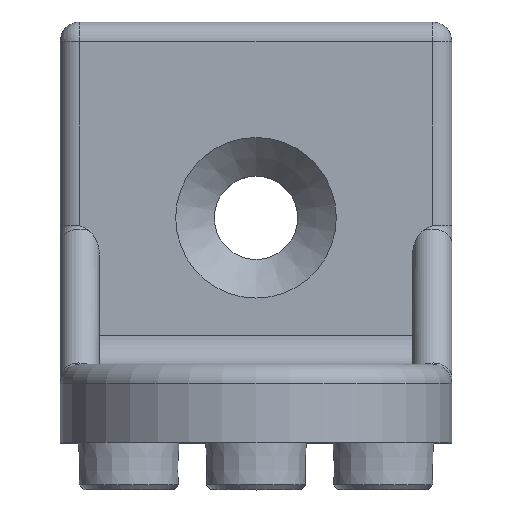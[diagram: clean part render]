
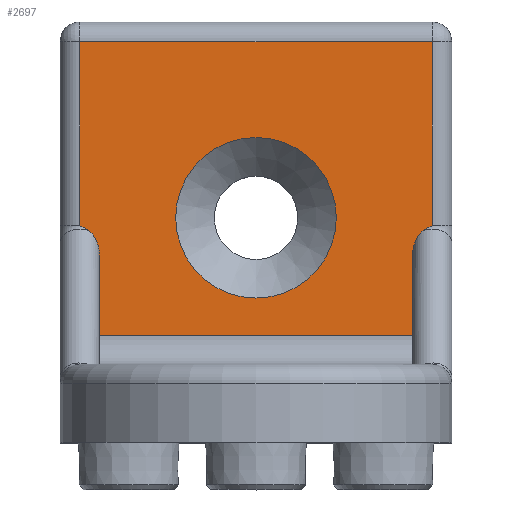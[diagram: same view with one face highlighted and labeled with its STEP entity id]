
A CAD part, top view. The second image highlights one B-rep face of the part: STEP entity #2697.
In plain terms, the highlighted face is planar.
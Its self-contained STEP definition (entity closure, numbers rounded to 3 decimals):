
#27=B_SPLINE_CURVE_WITH_KNOTS('',3,(#4651,#4652,#4653,#4654),
 .UNSPECIFIED.,.F.,.F.,(4,4),(0.,0.001),.UNSPECIFIED.);
#28=B_SPLINE_CURVE_WITH_KNOTS('',3,(#4659,#4660,#4661,#4662),
 .UNSPECIFIED.,.F.,.F.,(4,4),(0.,0.001),.UNSPECIFIED.);
#37=ELLIPSE('',#3031,2.828,2.);
#38=ELLIPSE('',#3032,2.828,2.);
#107=LINE('',#4637,#267);
#110=LINE('',#4646,#270);
#111=LINE('',#4656,#271);
#112=LINE('',#4657,#272);
#113=LINE('',#4666,#273);
#114=LINE('',#4668,#274);
#267=VECTOR('',#3645,1000.);
#270=VECTOR('',#3656,1000.);
#271=VECTOR('',#3659,1000.);
#272=VECTOR('',#3660,1000.);
#273=VECTOR('',#3663,1000.);
#274=VECTOR('',#3664,1000.);
#729=ORIENTED_EDGE('',*,*,#1464,.F.);
#730=ORIENTED_EDGE('',*,*,#1465,.F.);
#731=ORIENTED_EDGE('',*,*,#1466,.T.);
#732=ORIENTED_EDGE('',*,*,#1467,.T.);
#733=ORIENTED_EDGE('',*,*,#1468,.T.);
#734=ORIENTED_EDGE('',*,*,#1460,.F.);
#735=ORIENTED_EDGE('',*,*,#1469,.T.);
#736=ORIENTED_EDGE('',*,*,#1470,.T.);
#737=ORIENTED_EDGE('',*,*,#1471,.T.);
#738=ORIENTED_EDGE('',*,*,#1472,.T.);
#739=ORIENTED_EDGE('',*,*,#1473,.T.);
#1460=EDGE_CURVE('',#1828,#1829,#107,.T.);
#1464=EDGE_CURVE('',#1830,#1830,#2038,.T.);
#1465=EDGE_CURVE('',#1831,#1832,#110,.T.);
#1466=EDGE_CURVE('',#1831,#1833,#37,.T.);
#1467=EDGE_CURVE('',#1833,#1834,#27,.T.);
#1468=EDGE_CURVE('',#1834,#1829,#111,.T.);
#1469=EDGE_CURVE('',#1828,#1835,#112,.F.);
#1470=EDGE_CURVE('',#1835,#1836,#28,.F.);
#1471=EDGE_CURVE('',#1836,#1837,#38,.T.);
#1472=EDGE_CURVE('',#1837,#1838,#113,.T.);
#1473=EDGE_CURVE('',#1838,#1832,#114,.T.);
#1828=VERTEX_POINT('',#4636);
#1829=VERTEX_POINT('',#4638);
#1830=VERTEX_POINT('',#4645);
#1831=VERTEX_POINT('',#4647);
#1832=VERTEX_POINT('',#4648);
#1833=VERTEX_POINT('',#4650);
#1834=VERTEX_POINT('',#4655);
#1835=VERTEX_POINT('',#4658);
#1836=VERTEX_POINT('',#4663);
#1837=VERTEX_POINT('',#4665);
#1838=VERTEX_POINT('',#4667);
#2038=CIRCLE('',#3030,8.2);
#2201=EDGE_LOOP('',(#729));
#2202=EDGE_LOOP('',(#730,#731,#732,#733,#734,#735,#736,#737,#738,#739));
#2436=FACE_BOUND('',#2201,.T.);
#2437=FACE_BOUND('',#2202,.T.);
#2627=PLANE('',#3029);
#2697=ADVANCED_FACE('',(#2436,#2437),#2627,.F.);
#3029=AXIS2_PLACEMENT_3D('',#4643,#3652,#3653);
#3030=AXIS2_PLACEMENT_3D('',#4644,#3654,#3655);
#3031=AXIS2_PLACEMENT_3D('',#4649,#3657,#3658);
#3032=AXIS2_PLACEMENT_3D('',#4664,#3661,#3662);
#3645=DIRECTION('',(-1.,0.,0.));
#3652=DIRECTION('',(0.,-1.,0.));
#3653=DIRECTION('',(0.,0.,-1.));
#3654=DIRECTION('',(0.,1.,0.));
#3655=DIRECTION('',(0.,0.,1.));
#3656=DIRECTION('',(0.,0.,-1.));
#3657=DIRECTION('',(0.,-1.,0.));
#3658=DIRECTION('',(0.,0.,-1.));
#3659=DIRECTION('',(0.,0.,1.));
#3660=DIRECTION('',(0.,0.,1.));
#3661=DIRECTION('',(0.,-1.,0.));
#3662=DIRECTION('',(0.,0.,1.));
#3663=DIRECTION('',(0.,0.,-1.));
#3664=DIRECTION('',(-1.,0.,0.));
#4636=CARTESIAN_POINT('',(18.,8.,-2.));
#4637=CARTESIAN_POINT('',(20.,8.,-2.));
#4638=CARTESIAN_POINT('',(-18.,8.,-2.));
#4643=CARTESIAN_POINT('',(20.,8.,-20.793));
#4644=CARTESIAN_POINT('',(0.,8.,-20.));
#4645=CARTESIAN_POINT('',(0.,8.,-11.8));
#4646=CARTESIAN_POINT('',(-16.,8.,-20.793));
#4647=CARTESIAN_POINT('',(-16.,8.,-23.829));
#4648=CARTESIAN_POINT('',(-16.,8.,-32.));
#4649=CARTESIAN_POINT('',(-18.,8.,-23.829));
#4650=CARTESIAN_POINT('',(-17.114,8.,-21.293));
#4651=CARTESIAN_POINT('',(-17.114,8.,-21.293));
#4652=CARTESIAN_POINT('',(-17.392,8.,-21.098));
#4653=CARTESIAN_POINT('',(-17.697,8.,-20.945));
#4654=CARTESIAN_POINT('',(-18.,8.,-20.793));
#4655=CARTESIAN_POINT('',(-18.,8.,-20.793));
#4656=CARTESIAN_POINT('',(-18.,8.,-20.793));
#4657=CARTESIAN_POINT('',(18.,8.,-20.793));
#4658=CARTESIAN_POINT('',(18.,8.,-20.793));
#4659=CARTESIAN_POINT('',(17.114,8.,-21.293));
#4660=CARTESIAN_POINT('',(17.392,8.,-21.098));
#4661=CARTESIAN_POINT('',(17.697,8.,-20.945));
#4662=CARTESIAN_POINT('',(18.,8.,-20.793));
#4663=CARTESIAN_POINT('',(17.114,8.,-21.293));
#4664=CARTESIAN_POINT('',(18.,8.,-23.829));
#4665=CARTESIAN_POINT('',(16.,8.,-23.829));
#4666=CARTESIAN_POINT('',(16.,8.,-20.793));
#4667=CARTESIAN_POINT('',(16.,8.,-32.));
#4668=CARTESIAN_POINT('',(16.,8.,-32.));
